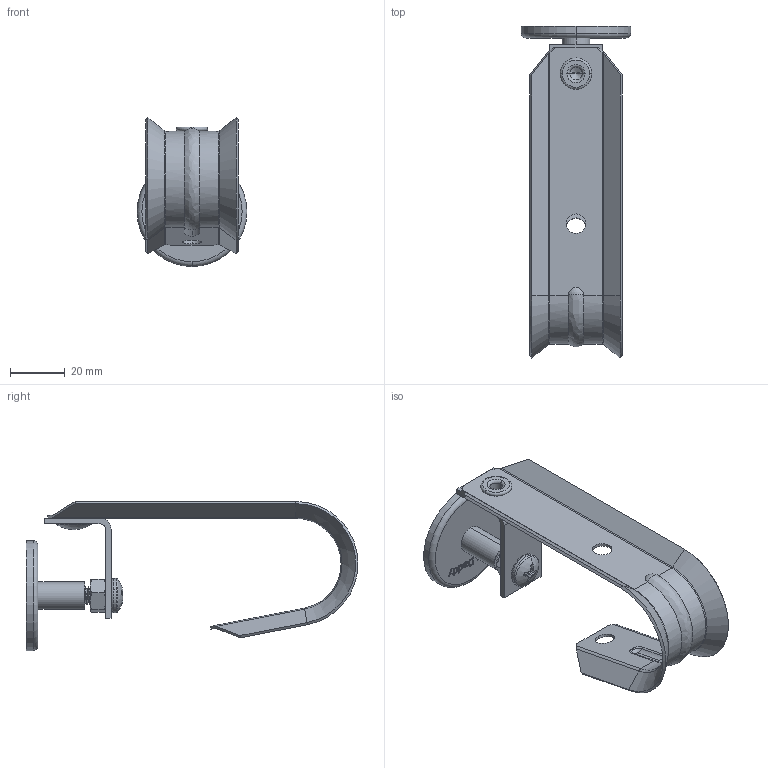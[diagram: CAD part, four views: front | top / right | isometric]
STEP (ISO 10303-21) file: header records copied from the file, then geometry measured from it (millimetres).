
FILE_DESCRIPTION (( 'STEP AP203' ), '1' );
FILE_NAME ('J21MT.STEP', '2022-11-16T17:37:20', ( '' ), ( '' ), 'SwSTEP 2.0', 'SolidWorks 2021', '' );
FILE_SCHEMA (( 'CONFIG_CONTROL_DESIGN' ));
Length unit declared in the file: inch
Products named in the file (9): MAG4TF; MOUNTING BRACKET; MAGNET CUP 40mm; .25 X .25 STEEL TRUSS HEAD TUBE RIVET_.123 Clinch; JH21; .25-20 18-8 Stainless Steel Finished Hex Nut_.25-20 SS HEX NUT; .25-20 X 1 PHPS_.25-20 X 1 PHPS; MAGNET; J21MT
Assembly tree (8 placements, depth 3):
  J21MT
    .25-20 X 1 PHPS_.25-20 X 1 PHPS
    .25-20 18-8 Stainless Steel Finished Hex Nut_.25-20 SS HEX NUT
    MAG4TF
      MAGNET CUP 40mm
      MAGNET
    JH21
    MOUNTING BRACKET
    .25 X .25 STEEL TRUSS HEAD TUBE RIVET_.123 Clinch
Bounding box: 40 x 120.87 x 54.29 mm (x, y, z)
Volume: 16437.9 mm3; surface area: 23881 mm2
Topology: 7 solids, 7 shells, 463 faces, 1246 edges, 814 vertices
Faces by surface type: cylinder 169, plane 140, bspline 80, cone 39, torus 27, sphere 8
Entity records: 21434 total; most frequent: CARTESIAN_POINT 10001, ORIENTED_EDGE 2484, DIRECTION 1831, EDGE_CURVE 1242, VERTEX_POINT 814, AXIS2_PLACEMENT_3D 641, LINE 549, VECTOR 549
